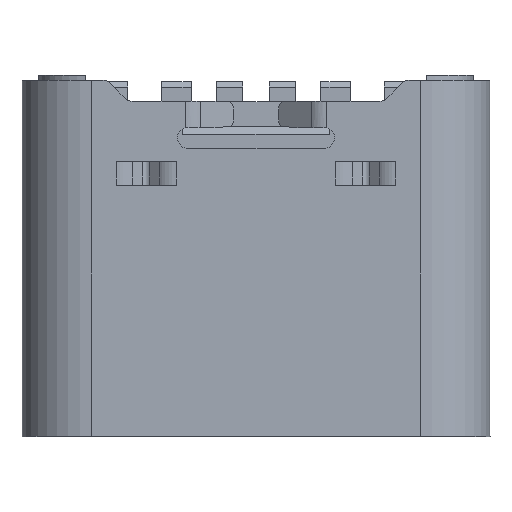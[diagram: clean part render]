
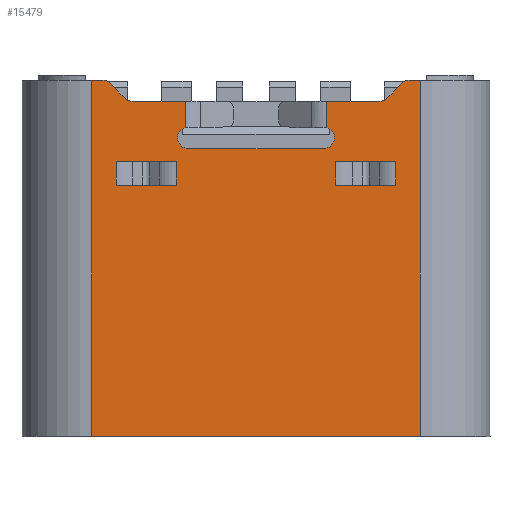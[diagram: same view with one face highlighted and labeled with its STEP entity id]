
A CAD part, top view. The second image highlights one B-rep face of the part: STEP entity #15479.
In plain terms, the highlighted planar face has unit normal (0, 0, 1).
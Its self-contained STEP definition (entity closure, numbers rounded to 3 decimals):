
#570=CIRCLE('',#16254,0.2);
#705=CIRCLE('',#16704,0.2);
#706=CIRCLE('',#16705,0.2);
#707=CIRCLE('',#16706,0.2);
#708=CIRCLE('',#16707,0.2);
#709=CIRCLE('',#16708,0.2);
#3887=ORIENTED_EDGE('',*,*,#7115,.T.);
#3888=ORIENTED_EDGE('',*,*,#7116,.F.);
#3889=ORIENTED_EDGE('',*,*,#7117,.T.);
#3890=ORIENTED_EDGE('',*,*,#7118,.F.);
#3891=ORIENTED_EDGE('',*,*,#7119,.T.);
#3892=ORIENTED_EDGE('',*,*,#7120,.F.);
#3893=ORIENTED_EDGE('',*,*,#7121,.T.);
#3894=ORIENTED_EDGE('',*,*,#7122,.F.);
#3895=ORIENTED_EDGE('',*,*,#6267,.F.);
#3896=ORIENTED_EDGE('',*,*,#7112,.F.);
#3897=ORIENTED_EDGE('',*,*,#5802,.F.);
#3898=ORIENTED_EDGE('',*,*,#7123,.T.);
#3899=ORIENTED_EDGE('',*,*,#7124,.T.);
#3900=ORIENTED_EDGE('',*,*,#7125,.T.);
#3901=ORIENTED_EDGE('',*,*,#5815,.F.);
#3902=ORIENTED_EDGE('',*,*,#7126,.F.);
#3903=ORIENTED_EDGE('',*,*,#7127,.T.);
#3904=ORIENTED_EDGE('',*,*,#6143,.T.);
#3905=ORIENTED_EDGE('',*,*,#7128,.T.);
#3906=ORIENTED_EDGE('',*,*,#7129,.F.);
#3907=ORIENTED_EDGE('',*,*,#6147,.F.);
#3908=ORIENTED_EDGE('',*,*,#6152,.T.);
#3909=ORIENTED_EDGE('',*,*,#6153,.T.);
#3910=ORIENTED_EDGE('',*,*,#7130,.T.);
#3911=ORIENTED_EDGE('',*,*,#6160,.F.);
#3912=ORIENTED_EDGE('',*,*,#7114,.F.);
#5802=EDGE_CURVE('',#7899,#7900,#9402,.T.);
#5815=EDGE_CURVE('',#7911,#7912,#9411,.T.);
#6143=EDGE_CURVE('',#8162,#8163,#9674,.T.);
#6147=EDGE_CURVE('',#8166,#8167,#9678,.T.);
#6152=EDGE_CURVE('',#8166,#8168,#570,.T.);
#6153=EDGE_CURVE('',#8168,#8169,#9682,.T.);
#6160=EDGE_CURVE('',#8175,#8176,#9687,.T.);
#6267=EDGE_CURVE('',#8262,#8263,#9754,.T.);
#7112=EDGE_CURVE('',#7900,#8262,#10496,.T.);
#7114=EDGE_CURVE('',#8263,#8175,#10498,.T.);
#7115=EDGE_CURVE('',#8824,#8825,#10499,.T.);
#7116=EDGE_CURVE('',#8826,#8825,#10500,.T.);
#7117=EDGE_CURVE('',#8826,#8827,#10501,.T.);
#7118=EDGE_CURVE('',#8824,#8827,#10502,.T.);
#7119=EDGE_CURVE('',#8828,#8829,#10503,.T.);
#7120=EDGE_CURVE('',#8830,#8829,#10504,.T.);
#7121=EDGE_CURVE('',#8830,#8831,#10505,.T.);
#7122=EDGE_CURVE('',#8828,#8831,#10506,.T.);
#7123=EDGE_CURVE('',#7899,#8832,#705,.T.);
#7124=EDGE_CURVE('',#8832,#8833,#10507,.T.);
#7125=EDGE_CURVE('',#8833,#7912,#706,.T.);
#7126=EDGE_CURVE('',#7816,#7911,#10508,.T.);
#7127=EDGE_CURVE('',#7816,#8162,#707,.T.);
#7128=EDGE_CURVE('',#8163,#8834,#708,.T.);
#7129=EDGE_CURVE('',#8167,#8834,#10509,.T.);
#7130=EDGE_CURVE('',#8169,#8176,#709,.T.);
#7816=VERTEX_POINT('',#22310);
#7899=VERTEX_POINT('',#22511);
#7900=VERTEX_POINT('',#22512);
#7911=VERTEX_POINT('',#22536);
#7912=VERTEX_POINT('',#22538);
#8162=VERTEX_POINT('',#23223);
#8163=VERTEX_POINT('',#23224);
#8166=VERTEX_POINT('',#23232);
#8167=VERTEX_POINT('',#23233);
#8168=VERTEX_POINT('',#23239);
#8169=VERTEX_POINT('',#23243);
#8175=VERTEX_POINT('',#23256);
#8176=VERTEX_POINT('',#23258);
#8262=VERTEX_POINT('',#23478);
#8263=VERTEX_POINT('',#23480);
#8824=VERTEX_POINT('',#25175);
#8825=VERTEX_POINT('',#25176);
#8826=VERTEX_POINT('',#25178);
#8827=VERTEX_POINT('',#25180);
#8828=VERTEX_POINT('',#25183);
#8829=VERTEX_POINT('',#25184);
#8830=VERTEX_POINT('',#25186);
#8831=VERTEX_POINT('',#25188);
#8832=VERTEX_POINT('',#25191);
#8833=VERTEX_POINT('',#25193);
#8834=VERTEX_POINT('',#25198);
#9402=LINE('',#22510,#11193);
#9411=LINE('',#22537,#11202);
#9674=LINE('',#23222,#11465);
#9678=LINE('',#23231,#11469);
#9682=LINE('',#23242,#11473);
#9687=LINE('',#23257,#11478);
#9754=LINE('',#23479,#11545);
#10496=LINE('',#25169,#12287);
#10498=LINE('',#25172,#12289);
#10499=LINE('',#25174,#12290);
#10500=LINE('',#25177,#12291);
#10501=LINE('',#25179,#12292);
#10502=LINE('',#25181,#12293);
#10503=LINE('',#25182,#12294);
#10504=LINE('',#25185,#12295);
#10505=LINE('',#25187,#12296);
#10506=LINE('',#25189,#12297);
#10507=LINE('',#25192,#12298);
#10508=LINE('',#25195,#12299);
#10509=LINE('',#25199,#12300);
#11193=VECTOR('',#18100,1000.);
#11202=VECTOR('',#18119,1000.);
#11465=VECTOR('',#18666,1000.);
#11469=VECTOR('',#18672,1000.);
#11473=VECTOR('',#18684,1000.);
#11478=VECTOR('',#18695,1000.);
#11545=VECTOR('',#18890,1000.);
#12287=VECTOR('',#20390,1000.);
#12289=VECTOR('',#20394,1000.);
#12290=VECTOR('',#20397,1000.);
#12291=VECTOR('',#20398,1000.);
#12292=VECTOR('',#20399,1000.);
#12293=VECTOR('',#20400,1000.);
#12294=VECTOR('',#20401,1000.);
#12295=VECTOR('',#20402,1000.);
#12296=VECTOR('',#20403,1000.);
#12297=VECTOR('',#20404,1000.);
#12298=VECTOR('',#20407,1000.);
#12299=VECTOR('',#20410,1000.);
#12300=VECTOR('',#20415,1000.);
#13179=EDGE_LOOP('',(#3887,#3888,#3889,#3890));
#13180=EDGE_LOOP('',(#3891,#3892,#3893,#3894));
#13181=EDGE_LOOP('',(#3895,#3896,#3897,#3898,#3899,#3900,#3901,#3902,#3903,
#3904,#3905,#3906,#3907,#3908,#3909,#3910,#3911,#3912));
#14040=FACE_BOUND('',#13179,.T.);
#14041=FACE_BOUND('',#13180,.T.);
#14042=FACE_BOUND('',#13181,.T.);
#14753=PLANE('',#16703);
#15479=ADVANCED_FACE('',(#14040,#14041,#14042),#14753,.T.);
#16254=AXIS2_PLACEMENT_3D('',#23240,#18680,#18681);
#16703=AXIS2_PLACEMENT_3D('',#25173,#20395,#20396);
#16704=AXIS2_PLACEMENT_3D('',#25190,#20405,#20406);
#16705=AXIS2_PLACEMENT_3D('',#25194,#20408,#20409);
#16706=AXIS2_PLACEMENT_3D('',#25196,#20411,#20412);
#16707=AXIS2_PLACEMENT_3D('',#25197,#20413,#20414);
#16708=AXIS2_PLACEMENT_3D('',#25200,#20416,#20417);
#18100=DIRECTION('',(1.,0.,0.));
#18119=DIRECTION('',(1.,0.,0.));
#18666=DIRECTION('',(-1.,0.,0.));
#18672=DIRECTION('',(1.,0.,0.));
#18680=DIRECTION('',(0.,0.,-1.));
#18681=DIRECTION('',(0.,-1.,0.));
#18684=DIRECTION('',(-0.707,0.707,0.));
#18695=DIRECTION('',(1.,0.,0.));
#18890=DIRECTION('',(-1.,0.,0.));
#20390=DIRECTION('',(0.,-1.,0.));
#20394=DIRECTION('',(0.,1.,0.));
#20395=DIRECTION('',(0.,0.,1.));
#20396=DIRECTION('',(1.,0.,0.));
#20397=DIRECTION('',(1.,0.,0.));
#20398=DIRECTION('',(0.,1.,0.));
#20399=DIRECTION('',(-1.,0.,0.));
#20400=DIRECTION('',(0.,-1.,0.));
#20401=DIRECTION('',(-1.,0.,0.));
#20402=DIRECTION('',(0.,-1.,0.));
#20403=DIRECTION('',(1.,0.,0.));
#20404=DIRECTION('',(0.,1.,0.));
#20405=DIRECTION('',(0.,0.,1.));
#20406=DIRECTION('',(0.,1.,0.));
#20407=DIRECTION('',(-0.707,-0.707,0.));
#20408=DIRECTION('',(0.,0.,-1.));
#20409=DIRECTION('',(0.707,-0.707,0.));
#20410=DIRECTION('',(0.,1.,0.));
#20411=DIRECTION('',(0.,0.,-1.));
#20412=DIRECTION('',(0.25,0.968,0.));
#20413=DIRECTION('',(0.,0.,-1.));
#20414=DIRECTION('',(0.,-1.,0.));
#20415=DIRECTION('',(0.,-1.,0.));
#20416=DIRECTION('',(0.,0.,1.));
#20417=DIRECTION('',(0.707,0.707,0.));
#22310=CARTESIAN_POINT('',(1.35,2.444,2.583));
#22510=CARTESIAN_POINT('',(2.923,3.35,2.583));
#22511=CARTESIAN_POINT('',(2.923,3.35,2.583));
#22512=CARTESIAN_POINT('',(3.14,3.35,2.583));
#22536=CARTESIAN_POINT('',(1.35,2.95,2.583));
#22537=CARTESIAN_POINT('',(-1.143,2.95,2.583));
#22538=CARTESIAN_POINT('',(2.357,2.95,2.583));
#23222=CARTESIAN_POINT('',(1.3,2.05,2.583));
#23223=CARTESIAN_POINT('',(1.3,2.05,2.583));
#23224=CARTESIAN_POINT('',(-1.3,2.05,2.583));
#23231=CARTESIAN_POINT('',(-2.357,2.95,2.583));
#23232=CARTESIAN_POINT('',(-2.357,2.95,2.583));
#23233=CARTESIAN_POINT('',(-1.35,2.95,2.583));
#23239=CARTESIAN_POINT('',(-2.499,3.009,2.583));
#23240=CARTESIAN_POINT('',(-2.357,3.15,2.583));
#23242=CARTESIAN_POINT('',(-2.499,3.009,2.583));
#23243=CARTESIAN_POINT('',(-2.781,3.291,2.583));
#23256=CARTESIAN_POINT('',(-3.14,3.35,2.583));
#23257=CARTESIAN_POINT('',(-3.14,3.35,2.583));
#23258=CARTESIAN_POINT('',(-2.923,3.35,2.583));
#23478=CARTESIAN_POINT('',(3.14,-3.45,2.583));
#23479=CARTESIAN_POINT('',(3.14,-3.45,2.583));
#23480=CARTESIAN_POINT('',(-3.14,-3.45,2.583));
#25169=CARTESIAN_POINT('',(3.14,3.35,2.583));
#25172=CARTESIAN_POINT('',(-3.14,-3.45,2.583));
#25173=CARTESIAN_POINT('',(0.3,-0.55,2.583));
#25174=CARTESIAN_POINT('',(0.3,1.8,2.583));
#25175=CARTESIAN_POINT('',(1.526,1.8,2.583));
#25176=CARTESIAN_POINT('',(2.674,1.8,2.583));
#25177=CARTESIAN_POINT('',(2.674,1.35,2.583));
#25178=CARTESIAN_POINT('',(2.674,1.35,2.583));
#25179=CARTESIAN_POINT('',(0.3,1.35,2.583));
#25180=CARTESIAN_POINT('',(1.526,1.35,2.583));
#25181=CARTESIAN_POINT('',(1.526,1.8,2.583));
#25182=CARTESIAN_POINT('',(-1.526,1.35,2.583));
#25183=CARTESIAN_POINT('',(-1.526,1.35,2.583));
#25184=CARTESIAN_POINT('',(-2.674,1.35,2.583));
#25185=CARTESIAN_POINT('',(-2.674,1.8,2.583));
#25186=CARTESIAN_POINT('',(-2.674,1.8,2.583));
#25187=CARTESIAN_POINT('',(-2.674,1.8,2.583));
#25188=CARTESIAN_POINT('',(-1.526,1.8,2.583));
#25189=CARTESIAN_POINT('',(-1.526,1.35,2.583));
#25190=CARTESIAN_POINT('',(2.923,3.15,2.583));
#25191=CARTESIAN_POINT('',(2.781,3.291,2.583));
#25192=CARTESIAN_POINT('',(2.781,3.291,2.583));
#25193=CARTESIAN_POINT('',(2.499,3.009,2.583));
#25194=CARTESIAN_POINT('',(2.357,3.15,2.583));
#25195=CARTESIAN_POINT('',(1.35,2.444,2.583));
#25196=CARTESIAN_POINT('',(1.3,2.25,2.583));
#25197=CARTESIAN_POINT('',(-1.3,2.25,2.583));
#25198=CARTESIAN_POINT('',(-1.35,2.444,2.583));
#25199=CARTESIAN_POINT('',(-1.35,2.95,2.583));
#25200=CARTESIAN_POINT('',(-2.923,3.15,2.583));
